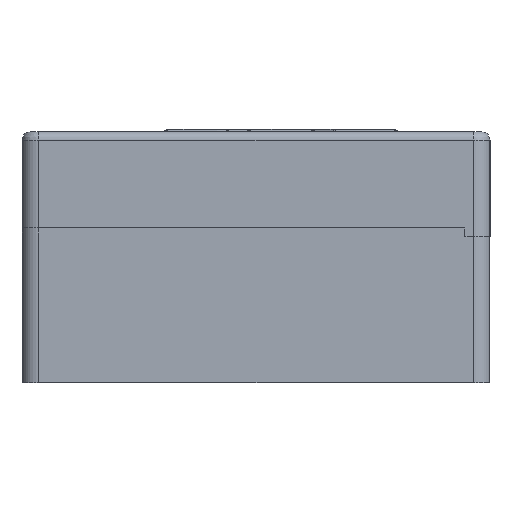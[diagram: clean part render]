
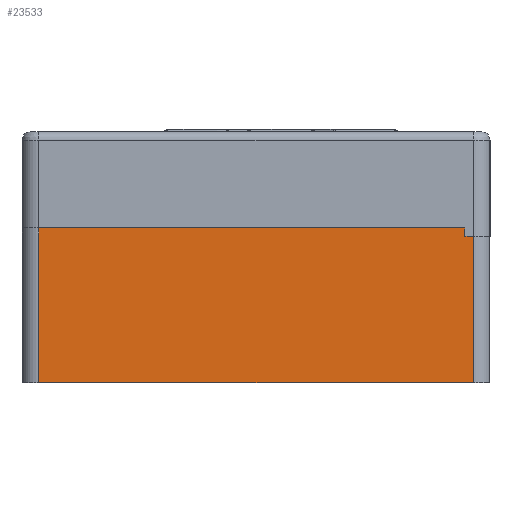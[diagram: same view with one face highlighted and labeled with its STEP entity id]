
A CAD part, left-side view. The second image highlights one B-rep face of the part: STEP entity #23533.
In plain terms, the highlighted planar face has unit normal (-1, 0, 0).
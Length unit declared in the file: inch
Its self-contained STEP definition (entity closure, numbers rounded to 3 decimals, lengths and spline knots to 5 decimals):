
#1167=PLANE('',#25950);
#2413=FACE_OUTER_BOUND('',#3772,.T.);
#3772=EDGE_LOOP('',(#21467,#21468,#21469,#21470,#21471,#21472));
#5881=LINE('',#43476,#8017);
#5883=LINE('',#43482,#8019);
#5884=LINE('',#43484,#8020);
#5885=LINE('',#43486,#8021);
#5886=LINE('',#43488,#8022);
#5887=LINE('',#43489,#8023);
#8017=VECTOR('',#32584,0.3937);
#8019=VECTOR('',#32590,0.3937);
#8020=VECTOR('',#32591,0.3937);
#8021=VECTOR('',#32592,0.3937);
#8022=VECTOR('',#32593,0.3937);
#8023=VECTOR('',#32594,0.3937);
#11370=VERTEX_POINT('',#43473);
#11371=VERTEX_POINT('',#43475);
#11373=VERTEX_POINT('',#43481);
#11374=VERTEX_POINT('',#43483);
#11375=VERTEX_POINT('',#43485);
#11376=VERTEX_POINT('',#43487);
#14754=EDGE_CURVE('',#11370,#11371,#5881,.T.);
#14757=EDGE_CURVE('',#11373,#11370,#5883,.T.);
#14758=EDGE_CURVE('',#11374,#11373,#5884,.T.);
#14759=EDGE_CURVE('',#11375,#11374,#5885,.T.);
#14760=EDGE_CURVE('',#11376,#11375,#5886,.T.);
#14761=EDGE_CURVE('',#11371,#11376,#5887,.T.);
#21467=ORIENTED_EDGE('',*,*,#14754,.F.);
#21468=ORIENTED_EDGE('',*,*,#14757,.F.);
#21469=ORIENTED_EDGE('',*,*,#14758,.F.);
#21470=ORIENTED_EDGE('',*,*,#14759,.F.);
#21471=ORIENTED_EDGE('',*,*,#14760,.F.);
#21472=ORIENTED_EDGE('',*,*,#14761,.F.);
#23533=ADVANCED_FACE('',(#2413),#1167,.T.);
#25950=AXIS2_PLACEMENT_3D('',#43480,#32588,#32589);
#32584=DIRECTION('',(0.,0.,-1.));
#32588=DIRECTION('center_axis',(-1.,0.,0.));
#32589=DIRECTION('ref_axis',(0.,1.,0.));
#32590=DIRECTION('',(0.,-1.,0.));
#32591=DIRECTION('',(0.,0.,-1.));
#32592=DIRECTION('',(0.,-1.,0.));
#32593=DIRECTION('',(0.,0.,1.));
#32594=DIRECTION('',(0.,1.,0.));
#43473=CARTESIAN_POINT('',(-3.,-1.65,0.225));
#43475=CARTESIAN_POINT('',(-3.,-1.65,-0.65));
#43476=CARTESIAN_POINT('',(-3.,-1.65,-0.5));
#43480=CARTESIAN_POINT('Origin',(-3.,-1.75,-0.5));
#43481=CARTESIAN_POINT('',(-3.,-1.6,0.225));
#43482=CARTESIAN_POINT('',(-3.,-1.6,0.225));
#43483=CARTESIAN_POINT('',(-3.,-1.6,0.275));
#43484=CARTESIAN_POINT('',(-3.,-1.6,0.11875));
#43485=CARTESIAN_POINT('',(-3.,0.95,0.275));
#43486=CARTESIAN_POINT('',(-3.,1.05,0.275));
#43487=CARTESIAN_POINT('',(-3.,0.95,-0.65));
#43488=CARTESIAN_POINT('',(-3.,0.95,-0.5));
#43489=CARTESIAN_POINT('',(-3.,-1.75,-0.65));
